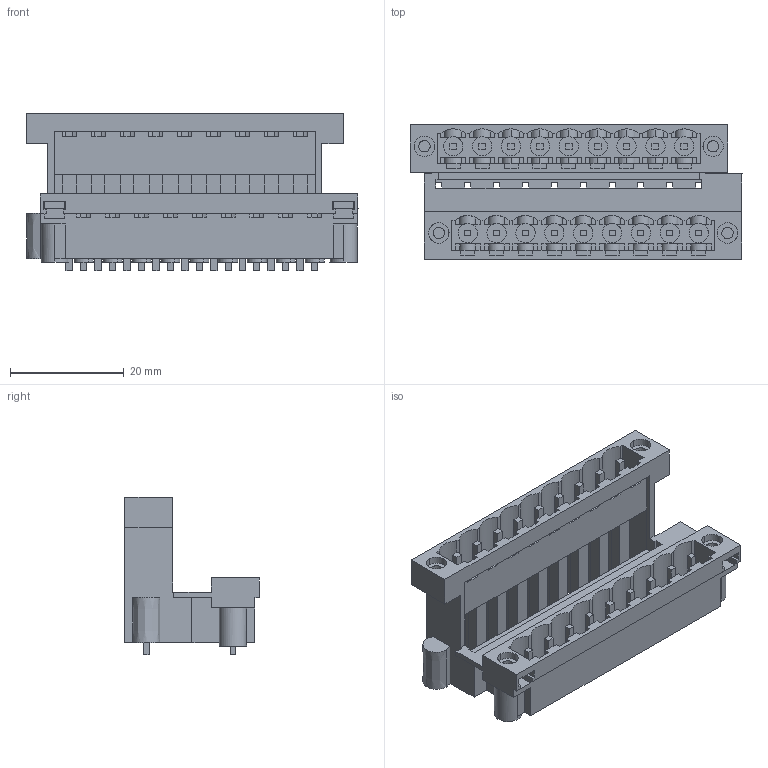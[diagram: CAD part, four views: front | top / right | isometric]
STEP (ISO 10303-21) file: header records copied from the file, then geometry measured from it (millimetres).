
FILE_DESCRIPTION(('CATIA V5 STEP Exchange','CAx-IF Rec.Pracs.--- Model Styling and Organization---1.2---2011-12-15'),'2;1');
FILE_NAME ('D1456903_0_1828960000_1828960000.stp','2018-04-19T11:41:42+00:00',('none'),('Weidmueller'),'CATIA Version 5-6 Release 2014','CATIA V5 STEP AP214','none');
FILE_SCHEMA(('AUTOMOTIVE_DESIGN { 1 0 10303 214 1 1 1 1 }'));
Length unit declared in the file: millimetre
Products named in the file (1): 1828960000
Bounding box: 58.42 x 23.67 x 27.66 mm (x, y, z)
Volume: 8257.9 mm3; surface area: 15815.7 mm2
Topology: 23 solids, 32 shells, 952 faces, 3040 edges, 2123 vertices
Faces by surface type: plane 782, cylinder 166, extrusion 4
Entity records: 32192 total; most frequent: CARTESIAN_POINT 6911, ORIENTED_EDGE 6080, DIRECTION 3926, EDGE_CURVE 3040, VECTOR 2468, LINE 2464, VERTEX_POINT 2123, EDGE_LOOP 1033
